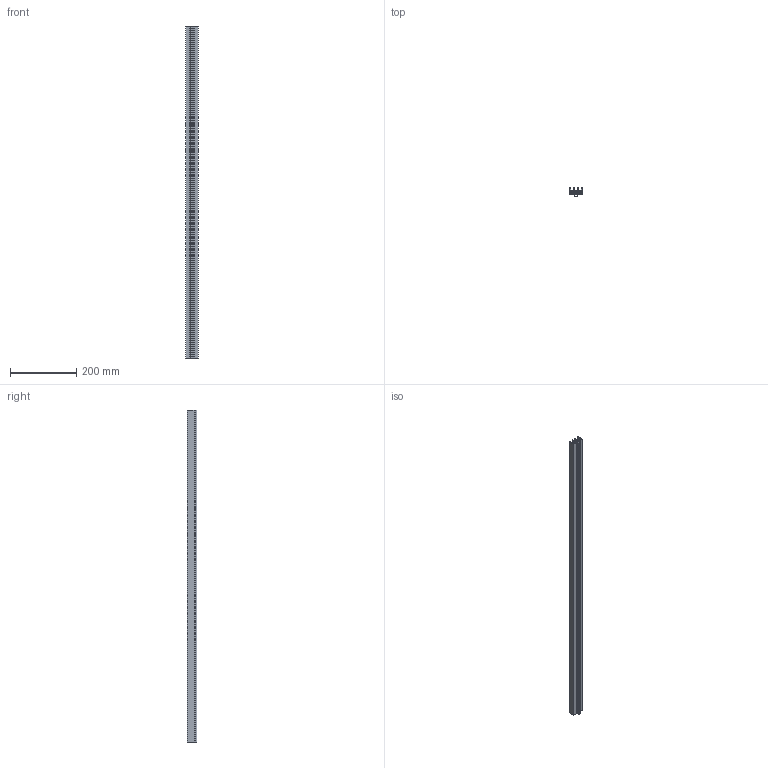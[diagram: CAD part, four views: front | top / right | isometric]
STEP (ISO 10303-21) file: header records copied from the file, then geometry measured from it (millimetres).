
FILE_DESCRIPTION (( 'STEP AP214' ), '1' );
FILE_NAME ('SNSD.30.51.89. Íàïðàâëÿþùàÿ äëÿ ñäâèæíûõ ñòâîðîê, ïàç 10(F07).STEP', '2014-12-23T12:28:19', ( 'XTreme.ws' ), ( 'XTreme.ws' ), 'SwSTEP 2.0', 'SolidWorks 2014', '' );
FILE_SCHEMA (( 'AUTOMOTIVE_DESIGN' ));
Length unit declared in the file: millimetre
Products named in the file (8): SNSD.30.51.88. Íàïðàâëÿþùàÿ äëÿ ñäâèæíûõ ñòâîðîê, ïàç 10(F07)F07F07_00; SNSD.30.51.88. , Âñòàâêà ñêîëüæåíèÿ(F08); SNSD.30.51.88. Íàïðàâëÿþùàÿ äëÿ ñäâèæíûõ ñòâîðîê, ïàç 10(F07)F07F07; SNSD.30.51.89. Íàïðàâëÿþùàÿ äëÿ ñäâèæíûõ ñòâîðîê, ïàç 10(F07); SNSD.30.51.88. , Âñòàâêà ñêîëüæåíèÿ(F08)_00; SNSD.30.51.88. , Âñòàâêà ñêîëüæåíèÿ(F07)F07F07_00; SNSD.30.51.88. , Âñòàâêà ñêîëüæåíèÿ(F07)F07F07
Assembly tree (4 placements, depth 2):
  SNSD.30.51.88. , Âñòàâêà ñêîëüæåíèÿ(F08)
  SNSD.30.51.88. Íàïðàâëÿþùàÿ äëÿ ñäâèæíûõ ñòâîðîê, ïàç 10(F07)F07F07
  SNSD.30.51.89. Íàïðàâëÿþùàÿ äëÿ ñäâèæíûõ ñòâîðîê, ïàç 10(F07)
    SNSD.30.51.88. Íàïðàâëÿþùàÿ äëÿ ñäâèæíûõ ñòâîðîê, ïàç 10(F07)F07F07_00
    SNSD.30.51.88. , Âñòàâêà ñêîëüæåíèÿ(F07)F07F07_00  x2
    SNSD.30.51.88. , Âñòàâêà ñêîëüæåíèÿ(F08)_00
  SNSD.30.51.88. , Âñòàâêà ñêîëüæåíèÿ(F07)F07F07
  SNSD.30.51.88. , Âñòàâêà ñêîëüæåíèÿ(F07)F07F07
Bounding box: 37.8 x 27.6 x 1000 mm (x, y, z)
Volume: 435737.8 mm3; surface area: 339732.6 mm2
Topology: 4 solids, 4 shells, 63 faces, 165 edges, 110 vertices
Faces by surface type: plane 41, cylinder 22
Entity records: 2001 total; most frequent: CARTESIAN_POINT 320, DIRECTION 319, ORIENTED_EDGE 306, EDGE_CURVE 153, LINE 117, VECTOR 117, VERTEX_POINT 102, AXIS2_PLACEMENT_3D 101
